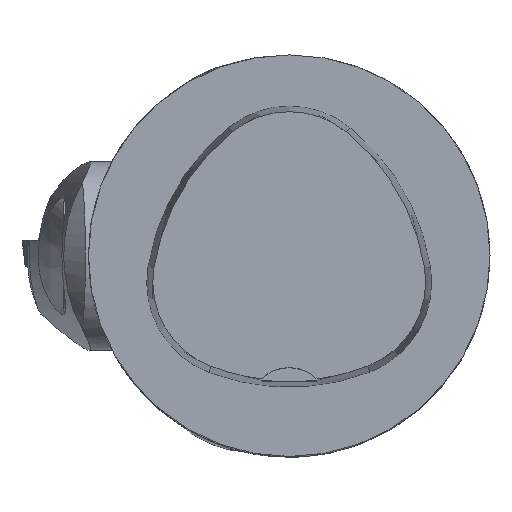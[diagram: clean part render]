
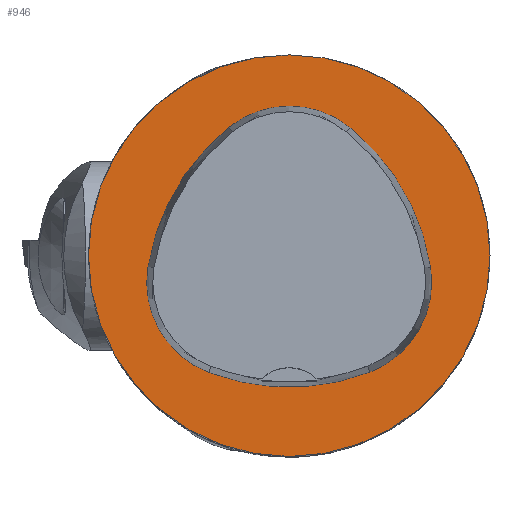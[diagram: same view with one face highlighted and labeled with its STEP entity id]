
A CAD part, top view. The second image highlights one B-rep face of the part: STEP entity #946.
In plain terms, the highlighted planar face has unit normal (0, 0, 1).
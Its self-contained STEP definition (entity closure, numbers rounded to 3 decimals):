
#377=FACE_BOUND('',#1991,.T.);
#378=FACE_BOUND('',#1992,.T.);
#487=CIRCLE('',#6989,25.);
#490=CIRCLE('',#7006,28.);
#492=CIRCLE('',#7009,12.);
#494=CIRCLE('',#7012,28.);
#496=CIRCLE('',#7015,12.);
#500=CIRCLE('',#7020,28.);
#502=CIRCLE('',#7023,12.);
#946=ADVANCED_FACE('',(#377,#378),#1323,.T.);
#1323=PLANE('',#7028);
#1991=EDGE_LOOP('',(#2518,#2519,#2520,#2521,#2522,#2523));
#1992=EDGE_LOOP('',(#2524));
#2518=ORIENTED_EDGE('',*,*,#5077,.T.);
#2519=ORIENTED_EDGE('',*,*,#5057,.T.);
#2520=ORIENTED_EDGE('',*,*,#5061,.T.);
#2521=ORIENTED_EDGE('',*,*,#5064,.T.);
#2522=ORIENTED_EDGE('',*,*,#5067,.T.);
#2523=ORIENTED_EDGE('',*,*,#5075,.T.);
#2524=ORIENTED_EDGE('',*,*,#5026,.F.);
#4366=VERTEX_POINT('',#9468);
#4397=VERTEX_POINT('',#9622);
#4398=VERTEX_POINT('',#9623);
#4401=VERTEX_POINT('',#9631);
#4403=VERTEX_POINT('',#9637);
#4405=VERTEX_POINT('',#9643);
#4412=VERTEX_POINT('',#9664);
#5026=EDGE_CURVE('',#4366,#4366,#487,.T.);
#5057=EDGE_CURVE('',#4397,#4398,#490,.T.);
#5061=EDGE_CURVE('',#4398,#4401,#492,.T.);
#5064=EDGE_CURVE('',#4401,#4403,#494,.T.);
#5067=EDGE_CURVE('',#4403,#4405,#496,.T.);
#5075=EDGE_CURVE('',#4405,#4412,#500,.T.);
#5077=EDGE_CURVE('',#4412,#4397,#502,.T.);
#6989=AXIS2_PLACEMENT_3D('',#9467,#7694,#7695);
#7006=AXIS2_PLACEMENT_3D('',#9621,#7740,#7741);
#7009=AXIS2_PLACEMENT_3D('',#9630,#7748,#7749);
#7012=AXIS2_PLACEMENT_3D('',#9636,#7755,#7756);
#7015=AXIS2_PLACEMENT_3D('',#9642,#7762,#7763);
#7020=AXIS2_PLACEMENT_3D('',#9665,#7774,#7775);
#7023=AXIS2_PLACEMENT_3D('',#9668,#7780,#7781);
#7028=AXIS2_PLACEMENT_3D('',#9673,#7790,#7791);
#7694=DIRECTION('',(0.,0.,-1.));
#7695=DIRECTION('',(-1.,0.,0.));
#7740=DIRECTION('',(0.,0.,-1.));
#7741=DIRECTION('',(-1.,0.,0.));
#7748=DIRECTION('',(0.,0.,-1.));
#7749=DIRECTION('',(-1.,0.,0.));
#7755=DIRECTION('',(0.,0.,-1.));
#7756=DIRECTION('',(-1.,0.,0.));
#7762=DIRECTION('',(0.,0.,-1.));
#7763=DIRECTION('',(-1.,0.,0.));
#7774=DIRECTION('',(0.,0.,-1.));
#7775=DIRECTION('',(-1.,0.,0.));
#7780=DIRECTION('',(0.,0.,-1.));
#7781=DIRECTION('',(-1.,0.,0.));
#7790=DIRECTION('',(0.,0.,1.));
#7791=DIRECTION('',(1.,0.,0.));
#9467=CARTESIAN_POINT('',(0.,0.,0.));
#9468=CARTESIAN_POINT('',(-25.,0.,0.));
#9621=CARTESIAN_POINT('',(10.068,-5.824,0.));
#9622=CARTESIAN_POINT('',(-17.584,-1.424,0.));
#9623=CARTESIAN_POINT('',(-7.531,15.953,0.));
#9630=CARTESIAN_POINT('',(0.011,6.62,0.));
#9631=CARTESIAN_POINT('',(7.567,15.942,0.));
#9636=CARTESIAN_POINT('',(-10.063,-5.81,0.));
#9637=CARTESIAN_POINT('',(17.59,-1.418,0.));
#9642=CARTESIAN_POINT('',(5.739,-3.3,0.));
#9643=CARTESIAN_POINT('',(10.05,-14.499,0.));
#9664=CARTESIAN_POINT('',(-10.025,-14.516,0.));
#9665=CARTESIAN_POINT('',(-0.01,11.631,0.));
#9668=CARTESIAN_POINT('',(-5.733,-3.31,0.));
#9673=CARTESIAN_POINT('',(0.,0.,0.));
